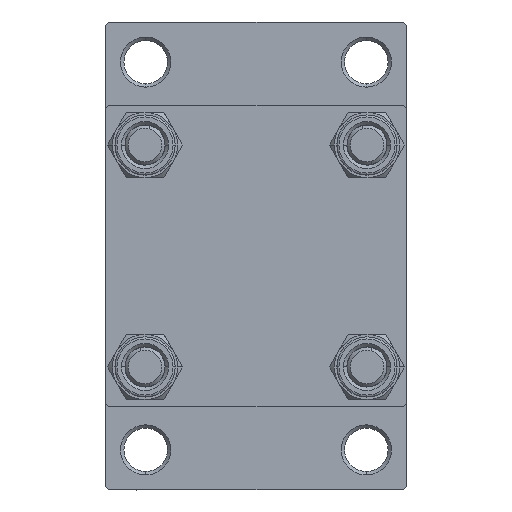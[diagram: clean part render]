
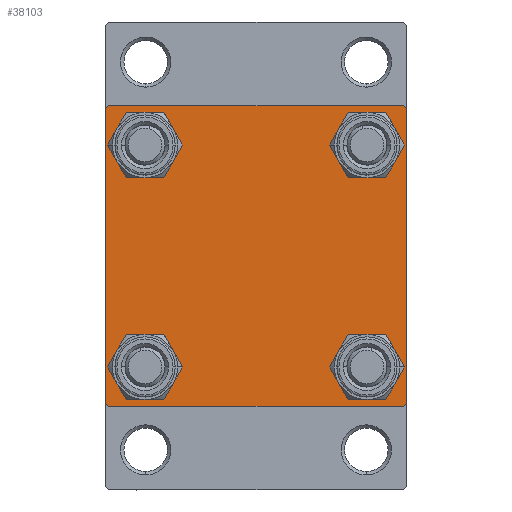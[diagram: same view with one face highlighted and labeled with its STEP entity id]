
A CAD part, left-side view. The second image highlights one B-rep face of the part: STEP entity #38103.
In plain terms, the highlighted planar face has unit normal (-1, 0, 0).
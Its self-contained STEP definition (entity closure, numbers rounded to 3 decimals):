
#392 = ORIENTED_EDGE ( 'NONE', *, *, #31059, .T. ) ;
#462 = VERTEX_POINT ( 'NONE', #10036 ) ;
#841 = ORIENTED_EDGE ( 'NONE', *, *, #46469, .T. ) ;
#1108 = LINE ( 'NONE', #26851, #44210 ) ;
#1234 = VERTEX_POINT ( 'NONE', #27696 ) ;
#1671 = EDGE_LOOP ( 'NONE', ( #27544, #26411 ) ) ;
#2432 = AXIS2_PLACEMENT_3D ( 'NONE', #23254, #12973, #4900 ) ;
#2621 = DIRECTION ( 'NONE',  ( -1., 0., 0. ) ) ;
#2628 = AXIS2_PLACEMENT_3D ( 'NONE', #35932, #6352, #35220 ) ;
#3567 = EDGE_LOOP ( 'NONE', ( #37347, #28035 ) ) ;
#3998 = CARTESIAN_POINT ( 'NONE',  ( 0., -16.6, 13.1 ) ) ;
#4487 = ORIENTED_EDGE ( 'NONE', *, *, #28114, .T. ) ;
#4747 = VERTEX_POINT ( 'NONE', #12383 ) ;
#4890 = ORIENTED_EDGE ( 'NONE', *, *, #40433, .F. ) ;
#4896 = LINE ( 'NONE', #18507, #37445 ) ;
#4900 = DIRECTION ( 'NONE',  ( 0., 0., 1. ) ) ;
#5190 = EDGE_CURVE ( 'NONE', #19452, #35418, #18071, .T. ) ;
#5298 = DIRECTION ( 'NONE',  ( 0., 0., 1. ) ) ;
#5516 = CARTESIAN_POINT ( 'NONE',  ( 0., -22., 22.5 ) ) ;
#5859 = ORIENTED_EDGE ( 'NONE', *, *, #5190, .T. ) ;
#6171 = DIRECTION ( 'NONE',  ( 0., 0., 1. ) ) ;
#6352 = DIRECTION ( 'NONE',  ( 1., 0., 0. ) ) ;
#6450 = CARTESIAN_POINT ( 'NONE',  ( 0., 22.5, 22.5 ) ) ;
#6492 = EDGE_CURVE ( 'NONE', #18887, #33570, #24174, .T. ) ;
#8743 = CIRCLE ( 'NONE', #14108, 3.5 ) ;
#8785 = VECTOR ( 'NONE', #38734, 1000. ) ;
#9766 = FACE_BOUND ( 'NONE', #41294, .T. ) ;
#10036 = CARTESIAN_POINT ( 'NONE',  ( 0., -16.6, -13.1 ) ) ;
#10253 = VERTEX_POINT ( 'NONE', #18715 ) ;
#10365 = CARTESIAN_POINT ( 'NONE',  ( 0., -22.5, 22.5 ) ) ;
#10519 = DIRECTION ( 'NONE',  ( 0., 0.707, 0.707 ) ) ;
#10548 = DIRECTION ( 'NONE',  ( 1., 0., 0. ) ) ;
#11923 = CARTESIAN_POINT ( 'NONE',  ( 0., -16.6, 20.1 ) ) ;
#11996 = DIRECTION ( 'NONE',  ( 1., 0., 0. ) ) ;
#12383 = CARTESIAN_POINT ( 'NONE',  ( 0., -22.5, 22. ) ) ;
#12973 = DIRECTION ( 'NONE',  ( 1., 0., 0. ) ) ;
#13982 = CIRCLE ( 'NONE', #35333, 3.5 ) ;
#14063 = FACE_BOUND ( 'NONE', #1671, .T. ) ;
#14108 = AXIS2_PLACEMENT_3D ( 'NONE', #30134, #11996, #5298 ) ;
#14182 = LINE ( 'NONE', #10365, #16648 ) ;
#14538 = EDGE_LOOP ( 'NONE', ( #15886, #29677, #22127, #392, #34253, #18230, #4890, #5859 ) ) ;
#14711 = CARTESIAN_POINT ( 'NONE',  ( 0., -22., -22.5 ) ) ;
#15372 = CIRCLE ( 'NONE', #25294, 3.5 ) ;
#15886 = ORIENTED_EDGE ( 'NONE', *, *, #33745, .T. ) ;
#16648 = VECTOR ( 'NONE', #29447, 1000. ) ;
#17021 = AXIS2_PLACEMENT_3D ( 'NONE', #31791, #10548, #42780 ) ;
#17128 = VECTOR ( 'NONE', #39319, 1000. ) ;
#17324 = DIRECTION ( 'NONE',  ( 1., 0., 0. ) ) ;
#17395 = FACE_BOUND ( 'NONE', #3567, .T. ) ;
#17655 = LINE ( 'NONE', #6450, #30743 ) ;
#18071 = LINE ( 'NONE', #40027, #17128 ) ;
#18230 = ORIENTED_EDGE ( 'NONE', *, *, #24588, .T. ) ;
#18507 = CARTESIAN_POINT ( 'NONE',  ( 0., 22.5, -22.5 ) ) ;
#18715 = CARTESIAN_POINT ( 'NONE',  ( 0., 16.6, 13.1 ) ) ;
#18887 = VERTEX_POINT ( 'NONE', #27499 ) ;
#19444 = CARTESIAN_POINT ( 'NONE',  ( 0., 16.6, -13.1 ) ) ;
#19452 = VERTEX_POINT ( 'NONE', #19763 ) ;
#19505 = CARTESIAN_POINT ( 'NONE',  ( 0., -22.5, -22. ) ) ;
#19763 = CARTESIAN_POINT ( 'NONE',  ( 0., 22., 22.5 ) ) ;
#20162 = CARTESIAN_POINT ( 'NONE',  ( 0., -16.6, -20.1 ) ) ;
#20861 = VERTEX_POINT ( 'NONE', #11923 ) ;
#21161 = CARTESIAN_POINT ( 'NONE',  ( 0., 16.6, -16.6 ) ) ;
#21870 = DIRECTION ( 'NONE',  ( 0., 0., 1. ) ) ;
#22127 = ORIENTED_EDGE ( 'NONE', *, *, #23398, .T. ) ;
#22352 = DIRECTION ( 'NONE',  ( 0., -0.707, 0.707 ) ) ;
#23254 = CARTESIAN_POINT ( 'NONE',  ( 0., -16.6, 16.6 ) ) ;
#23398 = EDGE_CURVE ( 'NONE', #33570, #30932, #4896, .T. ) ;
#23402 = VERTEX_POINT ( 'NONE', #19444 ) ;
#23699 = CARTESIAN_POINT ( 'NONE',  ( 0., 22.25, -22.25 ) ) ;
#23827 = CARTESIAN_POINT ( 'NONE',  ( 0., -16.6, -16.6 ) ) ;
#24056 = CARTESIAN_POINT ( 'NONE',  ( 0., 22.5, 22.5 ) ) ;
#24174 = LINE ( 'NONE', #23699, #8785 ) ;
#24588 = EDGE_CURVE ( 'NONE', #4747, #34446, #35341, .T. ) ;
#25294 = AXIS2_PLACEMENT_3D ( 'NONE', #43594, #17324, #21870 ) ;
#26042 = CIRCLE ( 'NONE', #35918, 3.5 ) ;
#26411 = ORIENTED_EDGE ( 'NONE', *, *, #34838, .T. ) ;
#26749 = VECTOR ( 'NONE', #46009, 1000. ) ;
#26851 = CARTESIAN_POINT ( 'NONE',  ( 0., -22.25, -22.25 ) ) ;
#27007 = ORIENTED_EDGE ( 'NONE', *, *, #45983, .T. ) ;
#27499 = CARTESIAN_POINT ( 'NONE',  ( 0., 22.5, -22. ) ) ;
#27544 = ORIENTED_EDGE ( 'NONE', *, *, #36329, .T. ) ;
#27623 = EDGE_CURVE ( 'NONE', #1234, #23402, #13982, .T. ) ;
#27696 = CARTESIAN_POINT ( 'NONE',  ( 0., 16.6, -20.1 ) ) ;
#27747 = CIRCLE ( 'NONE', #2628, 3.5 ) ;
#27900 = DIRECTION ( 'NONE',  ( 0., 0., 1. ) ) ;
#28035 = ORIENTED_EDGE ( 'NONE', *, *, #27623, .T. ) ;
#28080 = EDGE_CURVE ( 'NONE', #4747, #45938, #14182, .T. ) ;
#28114 = EDGE_CURVE ( 'NONE', #29177, #20861, #37258, .T. ) ;
#28156 = CARTESIAN_POINT ( 'NONE',  ( 0., 22., -22.5 ) ) ;
#28737 = DIRECTION ( 'NONE',  ( 0., 0., 1. ) ) ;
#29177 = VERTEX_POINT ( 'NONE', #3998 ) ;
#29447 = DIRECTION ( 'NONE',  ( 0., 0., -1. ) ) ;
#29677 = ORIENTED_EDGE ( 'NONE', *, *, #6492, .T. ) ;
#30028 = CIRCLE ( 'NONE', #17021, 3.5 ) ;
#30134 = CARTESIAN_POINT ( 'NONE',  ( 0., 16.6, 16.6 ) ) ;
#30743 = VECTOR ( 'NONE', #46305, 1000. ) ;
#30932 = VERTEX_POINT ( 'NONE', #14711 ) ;
#31059 = EDGE_CURVE ( 'NONE', #30932, #45938, #1108, .T. ) ;
#31791 = CARTESIAN_POINT ( 'NONE',  ( 0., 16.6, -16.6 ) ) ;
#31956 = FACE_OUTER_BOUND ( 'NONE', #14538, .T. ) ;
#33061 = DIRECTION ( 'NONE',  ( 0., -1., 0. ) ) ;
#33570 = VERTEX_POINT ( 'NONE', #28156 ) ;
#33673 = CIRCLE ( 'NONE', #2432, 3.5 ) ;
#33745 = EDGE_CURVE ( 'NONE', #35418, #18887, #41967, .T. ) ;
#33882 = CARTESIAN_POINT ( 'NONE',  ( 0., 22.5, 22. ) ) ;
#34253 = ORIENTED_EDGE ( 'NONE', *, *, #28080, .F. ) ;
#34446 = VERTEX_POINT ( 'NONE', #5516 ) ;
#34838 = EDGE_CURVE ( 'NONE', #43425, #462, #26042, .T. ) ;
#35220 = DIRECTION ( 'NONE',  ( 0., 0., 1. ) ) ;
#35302 = CARTESIAN_POINT ( 'NONE',  ( 0., 0., 0. ) ) ;
#35333 = AXIS2_PLACEMENT_3D ( 'NONE', #21161, #43124, #41762 ) ;
#35341 = LINE ( 'NONE', #35583, #39725 ) ;
#35418 = VERTEX_POINT ( 'NONE', #33882 ) ;
#35516 = EDGE_CURVE ( 'NONE', #20861, #29177, #33673, .T. ) ;
#35583 = CARTESIAN_POINT ( 'NONE',  ( 0., -22.25, 22.25 ) ) ;
#35918 = AXIS2_PLACEMENT_3D ( 'NONE', #23827, #38624, #6171 ) ;
#35932 = CARTESIAN_POINT ( 'NONE',  ( 0., 16.6, 16.6 ) ) ;
#36141 = ORIENTED_EDGE ( 'NONE', *, *, #35516, .T. ) ;
#36329 = EDGE_CURVE ( 'NONE', #462, #43425, #15372, .T. ) ;
#36612 = DIRECTION ( 'NONE',  ( 1., 0., 0. ) ) ;
#37258 = CIRCLE ( 'NONE', #37992, 3.5 ) ;
#37347 = ORIENTED_EDGE ( 'NONE', *, *, #40145, .T. ) ;
#37445 = VECTOR ( 'NONE', #33061, 1000. ) ;
#37992 = AXIS2_PLACEMENT_3D ( 'NONE', #39480, #36612, #28737 ) ;
#38103 = ADVANCED_FACE ( 'NONE', ( #43195, #14063, #17395, #9766, #31956 ), #39842, .T. ) ;
#38624 = DIRECTION ( 'NONE',  ( 1., 0., 0. ) ) ;
#38734 = DIRECTION ( 'NONE',  ( 0., -0.707, -0.707 ) ) ;
#39319 = DIRECTION ( 'NONE',  ( 0., 0.707, -0.707 ) ) ;
#39480 = CARTESIAN_POINT ( 'NONE',  ( 0., -16.6, 16.6 ) ) ;
#39725 = VECTOR ( 'NONE', #10519, 1000. ) ;
#39842 = PLANE ( 'NONE',  #45929 ) ;
#40027 = CARTESIAN_POINT ( 'NONE',  ( 0., 22.25, 22.25 ) ) ;
#40145 = EDGE_CURVE ( 'NONE', #23402, #1234, #30028, .T. ) ;
#40433 = EDGE_CURVE ( 'NONE', #19452, #34446, #17655, .T. ) ;
#41024 = EDGE_LOOP ( 'NONE', ( #36141, #4487 ) ) ;
#41225 = CARTESIAN_POINT ( 'NONE',  ( 0., 16.6, 20.1 ) ) ;
#41294 = EDGE_LOOP ( 'NONE', ( #841, #27007 ) ) ;
#41762 = DIRECTION ( 'NONE',  ( 0., 0., 1. ) ) ;
#41967 = LINE ( 'NONE', #24056, #26749 ) ;
#42780 = DIRECTION ( 'NONE',  ( 0., 0., 1. ) ) ;
#43124 = DIRECTION ( 'NONE',  ( 1., 0., 0. ) ) ;
#43195 = FACE_BOUND ( 'NONE', #41024, .T. ) ;
#43425 = VERTEX_POINT ( 'NONE', #20162 ) ;
#43594 = CARTESIAN_POINT ( 'NONE',  ( 0., -16.6, -16.6 ) ) ;
#44210 = VECTOR ( 'NONE', #22352, 1000. ) ;
#45927 = VERTEX_POINT ( 'NONE', #41225 ) ;
#45929 = AXIS2_PLACEMENT_3D ( 'NONE', #35302, #2621, #27900 ) ;
#45938 = VERTEX_POINT ( 'NONE', #19505 ) ;
#45983 = EDGE_CURVE ( 'NONE', #10253, #45927, #27747, .T. ) ;
#46009 = DIRECTION ( 'NONE',  ( 0., 0., -1. ) ) ;
#46305 = DIRECTION ( 'NONE',  ( 0., -1., 0. ) ) ;
#46469 = EDGE_CURVE ( 'NONE', #45927, #10253, #8743, .T. ) ;
